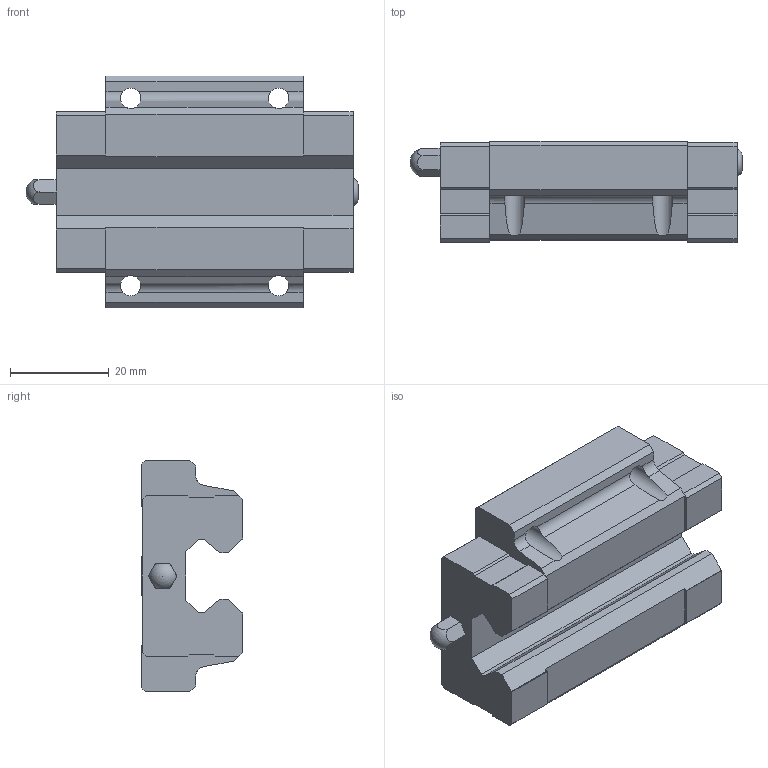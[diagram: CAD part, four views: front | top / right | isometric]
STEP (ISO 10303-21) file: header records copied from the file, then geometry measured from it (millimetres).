
FILE_DESCRIPTION(/* description */ ('STEP AP214'),/* implementation_level */ '2;1');
FILE_NAME(/* name */ 'LSH15BK-F1N-H-SB-M4',/* time_stamp */ '2022-10-10T14:12:17+02:00',/* author */ ('License CC BY-ND 4.0'),/* organization */ ('CADENAS'),/* preprocessor_version */ 'ST-DEVELOPER v18.102',/* originating_system */ 'PARTsolutions',/* authorisation */ ' ');
FILE_SCHEMA (('AUTOMOTIVE_DESIGN {1 0 10303 214 3 1 1}'));
Length unit declared in the file: millimetre
Products named in the file (1): LSH15BK-F1N-H-SB-M4
Bounding box: 67.3 x 20.5 x 47 mm (x, y, z)
Volume: 37733 mm3; surface area: 10674.4 mm2
Topology: 1 solids, 1 shells, 122 faces, 349 edges, 227 vertices
Faces by surface type: plane 106, cylinder 10, cone 4, sphere 1, torus 1
Full cylindrical faces by diameter (mm): 4.134 x4
Entity records: 3888 total; most frequent: CARTESIAN_POINT 719, ORIENTED_EDGE 668, DIRECTION 608, EDGE_CURVE 334, LINE 290, VECTOR 290, VERTEX_POINT 222, AXIS2_PLACEMENT_3D 159
